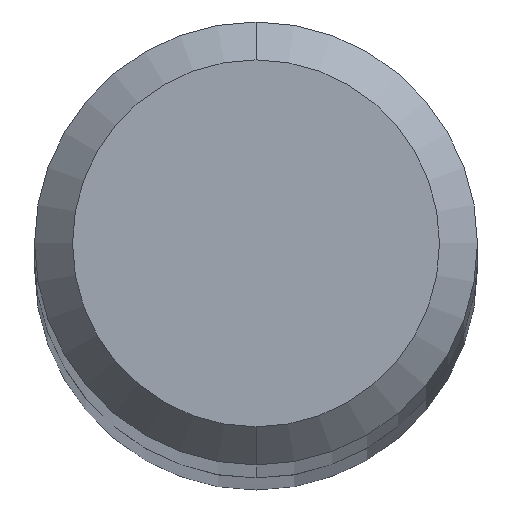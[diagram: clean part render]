
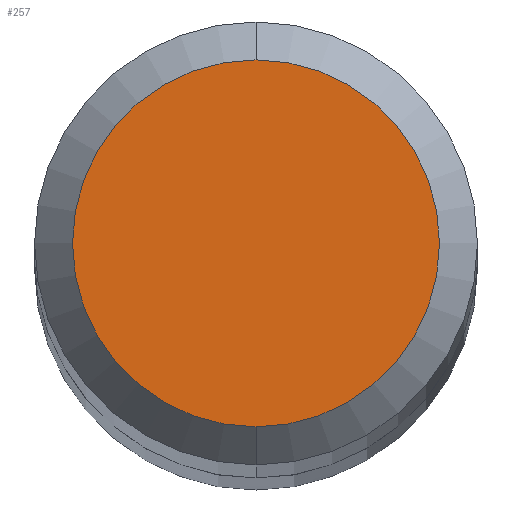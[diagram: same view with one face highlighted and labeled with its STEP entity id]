
A CAD part, top view. The second image highlights one B-rep face of the part: STEP entity #257.
In plain terms, the highlighted planar face has unit normal (0, 0, 1).
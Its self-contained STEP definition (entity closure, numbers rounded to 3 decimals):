
#191=VERTEX_POINT('',#469);
#211=EDGE_CURVE('',#191,#345,#490,.T.);
#257=ADVANCED_FACE('',(#539),#540,.T.);
#345=VERTEX_POINT('',#637);
#371=EDGE_CURVE('',#345,#191,#667,.T.);
#469=CARTESIAN_POINT('',(0.,-1.45,0.0));
#490=CIRCLE('',#841,1.45);
#539=FACE_OUTER_BOUND('',#941,.T.);
#540=PLANE('',#942);
#637=CARTESIAN_POINT('',(0.0,1.45,0.0));
#667=CIRCLE('',#1214,1.45);
#841=AXIS2_PLACEMENT_3D('',#1372,#1373,#1374);
#941=EDGE_LOOP('',(#1413,#1414));
#942=AXIS2_PLACEMENT_3D('',#1415,#1416,#1417);
#1214=AXIS2_PLACEMENT_3D('',#1564,#1565,#1566);
#1372=CARTESIAN_POINT('',(0.0,0.0,0.0));
#1373=DIRECTION('',(0.0,0.0,-1.0));
#1374=DIRECTION('',(0.0,1.0,0.0));
#1413=ORIENTED_EDGE('',*,*,#371,.F.);
#1414=ORIENTED_EDGE('',*,*,#211,.F.);
#1415=CARTESIAN_POINT('',(0.0,0.725,0.0));
#1416=DIRECTION('',(-0.0,0.0,1.0));
#1417=DIRECTION('',(0.0,-1.0,0.0));
#1564=CARTESIAN_POINT('',(0.0,0.0,0.0));
#1565=DIRECTION('',(0.0,0.0,-1.0));
#1566=DIRECTION('',(0.0,1.0,0.0));
